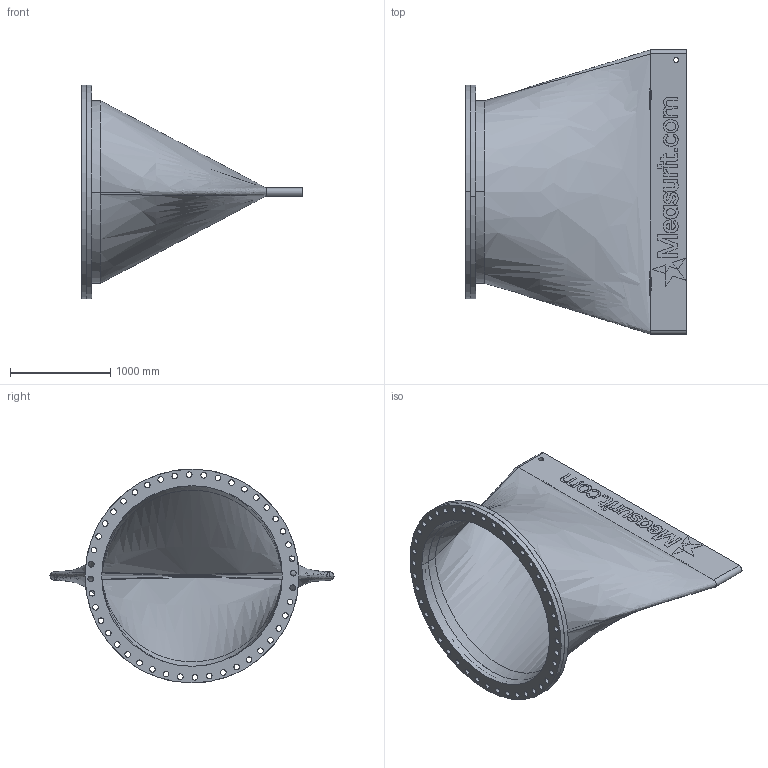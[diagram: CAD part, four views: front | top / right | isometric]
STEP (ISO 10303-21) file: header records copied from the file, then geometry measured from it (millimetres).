
FILE_DESCRIPTION (( 'STEP AP214' ), '1' );
FILE_NAME ('CF-DBF-G3-S1800-NN-316-F.STEP', '2023-02-13T14:42:01', ( '' ), ( '' ), 'SwSTEP 2.0', 'SolidWorks 2022', '' );
FILE_SCHEMA (( 'AUTOMOTIVE_DESIGN' ));
Length unit declared in the file: millimetre
Products named in the file (3): CF-DBF-G3-S1800-NN-316-F; Split ring 1800
Assembly tree (2 placements, depth 2):
  CF-DBF-G3-S1800-NN-316-F
    CF-DBF-G3-S1800-NN-316-F
    Split ring 1800
Bounding box: 2197 x 2830 x 2130 mm (x, y, z)
Volume: 495440678.2 mm3; surface area: 29819259.9 mm2
Topology: 2 solids, 2 shells, 868 faces, 2579 edges, 1733 vertices
Faces by surface type: plane 666, cylinder 190, bspline 12
Entity records: 41128 total; most frequent: CARTESIAN_POINT 9808, ORIENTED_EDGE 5158, DIRECTION 4661, EDGE_CURVE 2579, LINE 2171, VECTOR 2171, VERTEX_POINT 1733, AXIS2_PLACEMENT_3D 1245
